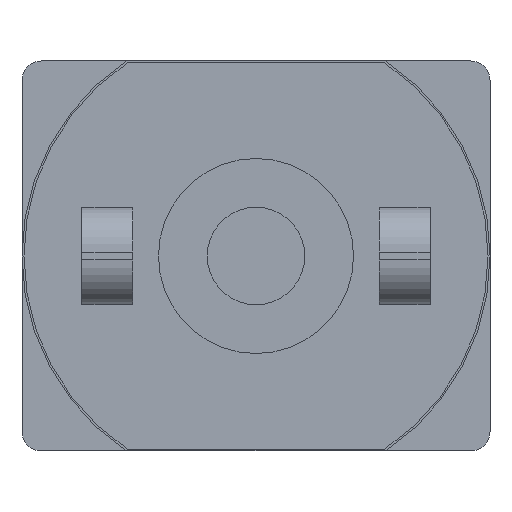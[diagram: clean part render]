
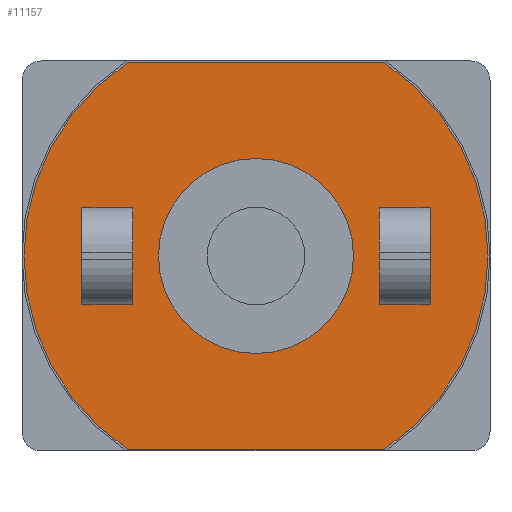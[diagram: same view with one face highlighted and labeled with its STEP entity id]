
A CAD part, front view. The second image highlights one B-rep face of the part: STEP entity #11157.
In plain terms, the highlighted planar face has unit normal (0, -1, 0).
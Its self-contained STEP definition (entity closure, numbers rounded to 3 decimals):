
#1359=FACE_BOUND('',#2766,.T.);
#1464=PLANE('',#11619);
#2079=FACE_OUTER_BOUND('',#2765,.T.);
#2765=EDGE_LOOP('',(#10361,#10362,#10363,#10364));
#2766=EDGE_LOOP('',(#10365));
#3419=LINE('',#44882,#4082);
#3423=LINE('',#44892,#4086);
#4082=VECTOR('',#13053,10.);
#4086=VECTOR('',#13065,10.);
#4299=CIRCLE('',#11605,2.5);
#4303=CIRCLE('',#11612,5.95);
#4305=CIRCLE('',#11616,5.95);
#5394=VERTEX_POINT('',#44859);
#5399=VERTEX_POINT('',#44873);
#5400=VERTEX_POINT('',#44875);
#5402=VERTEX_POINT('',#44881);
#5404=VERTEX_POINT('',#44887);
#7048=EDGE_CURVE('',#5394,#5394,#4299,.T.);
#7054=EDGE_CURVE('',#5400,#5399,#4303,.F.);
#7057=EDGE_CURVE('',#5402,#5400,#3419,.F.);
#7060=EDGE_CURVE('',#5404,#5402,#4305,.F.);
#7063=EDGE_CURVE('',#5399,#5404,#3423,.F.);
#10361=ORIENTED_EDGE('',*,*,#7063,.T.);
#10362=ORIENTED_EDGE('',*,*,#7060,.T.);
#10363=ORIENTED_EDGE('',*,*,#7057,.T.);
#10364=ORIENTED_EDGE('',*,*,#7054,.T.);
#10365=ORIENTED_EDGE('',*,*,#7048,.T.);
#11157=ADVANCED_FACE('',(#2079,#1359),#1464,.T.);
#11605=AXIS2_PLACEMENT_3D('',#44861,#13031,#13032);
#11612=AXIS2_PLACEMENT_3D('',#44876,#13047,#13048);
#11616=AXIS2_PLACEMENT_3D('',#44888,#13059,#13060);
#11619=AXIS2_PLACEMENT_3D('',#44894,#13068,#13069);
#13031=DIRECTION('center_axis',(0.,1.,0.));
#13032=DIRECTION('ref_axis',(1.,0.,0.));
#13047=DIRECTION('center_axis',(0.,1.,0.));
#13048=DIRECTION('ref_axis',(1.,0.,0.));
#13053=DIRECTION('',(-1.,0.,0.));
#13059=DIRECTION('center_axis',(0.,1.,0.));
#13060=DIRECTION('ref_axis',(1.,0.,0.));
#13065=DIRECTION('',(1.,0.,0.));
#13068=DIRECTION('center_axis',(0.,-1.,0.));
#13069=DIRECTION('ref_axis',(0.,0.,-1.));
#44859=CARTESIAN_POINT('',(-2.5,-15.1,0.));
#44861=CARTESIAN_POINT('Origin',(0.,-15.1,0.));
#44873=CARTESIAN_POINT('',(3.302,-15.1,4.95));
#44875=CARTESIAN_POINT('',(3.302,-15.1,-4.95));
#44876=CARTESIAN_POINT('Origin',(0.,-15.1,0.));
#44881=CARTESIAN_POINT('',(-3.302,-15.1,-4.95));
#44882=CARTESIAN_POINT('',(-1.658,-15.1,-4.95));
#44887=CARTESIAN_POINT('',(-3.302,-15.1,4.95));
#44888=CARTESIAN_POINT('Origin',(0.,-15.1,0.));
#44892=CARTESIAN_POINT('',(1.658,-15.1,4.95));
#44894=CARTESIAN_POINT('Origin',(0.,-15.1,0.));
